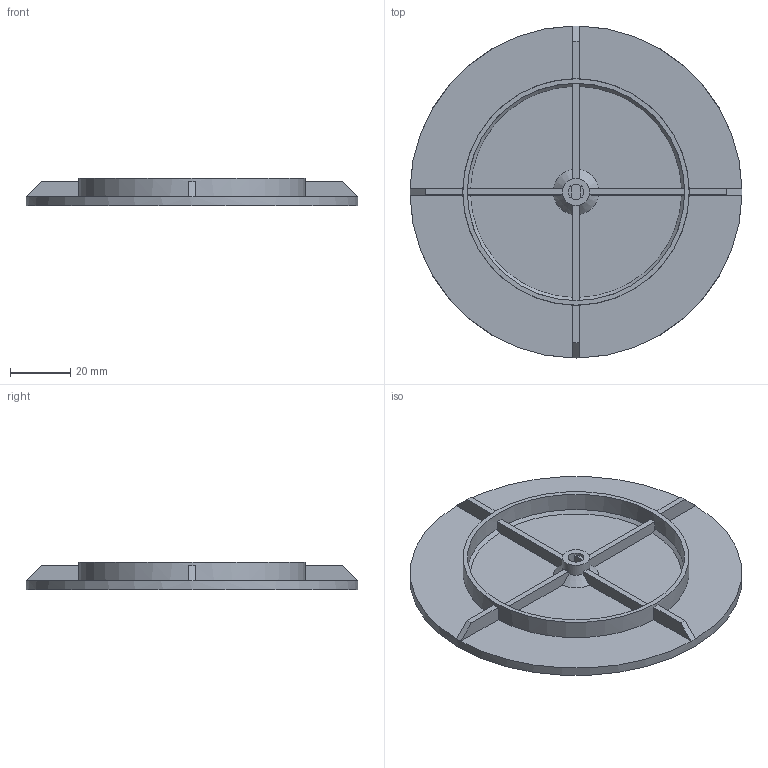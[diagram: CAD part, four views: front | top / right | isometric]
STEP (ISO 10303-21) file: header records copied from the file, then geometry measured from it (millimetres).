
FILE_DESCRIPTION(/* description */ (''),/* implementation_level */ '2;1');
FILE_NAME(/* name */ 'Mini_Turn_Table_TATAMERU v4.step',/* time_stamp */ '2024-01-21T00:02:09+09:00',/* author */ (''),/* organization */ (''),/* preprocessor_version */ 'ST-DEVELOPER v20',/* originating_system */ 'Autodesk Translation Framework v12.14.0.127',/* authorisation */ '');
FILE_SCHEMA (('AUTOMOTIVE_DESIGN { 1 0 10303 214 3 1 1 }'));
Length unit declared in the file: millimetre
Products named in the file (1): Mini_Turn_Table_TATAMERU
Bounding box: 110 x 110 x 9.2 mm (x, y, z)
Volume: 28756.3 mm3; surface area: 24767 mm2
Topology: 1 solids, 1 shells, 57 faces, 151 edges, 98 vertices
Faces by surface type: plane 40, cone 12, cylinder 5
Full cylindrical faces by diameter (mm): 5.2 x1, 9 x1, 72 x1, 75 x1, 110 x1
Entity records: 1792 total; most frequent: CARTESIAN_POINT 339, DIRECTION 309, ORIENTED_EDGE 302, EDGE_CURVE 151, AXIS2_PLACEMENT_3D 116, VERTEX_POINT 98, LINE 77, VECTOR 77
